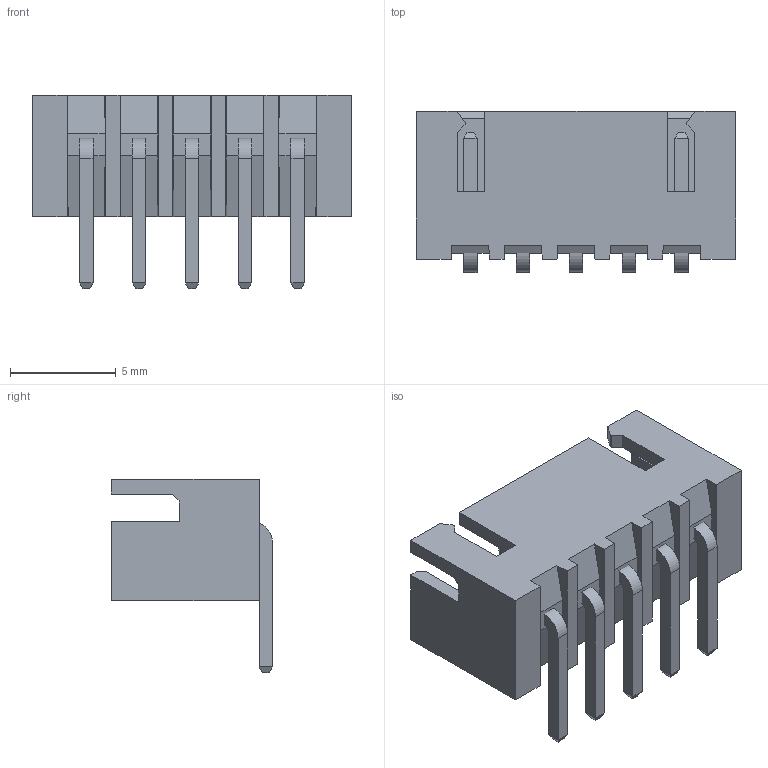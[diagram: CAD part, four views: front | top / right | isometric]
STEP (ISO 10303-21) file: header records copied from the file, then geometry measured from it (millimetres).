
FILE_DESCRIPTION(('STEP AP214'), '1');
FILE_NAME('DS1069', '2019-04-21T13:27:45', ('Nobody'), (''), 'ASCON STEP Converter 1.3', 'ASCON Math Kernel', '');
FILE_SCHEMA(('AUTOMOTIVE_DESIGN { 1 0 10303 214 3 1 1}'));
Length unit declared in the file: millimetre
Assembly tree (6 placements, depth 2):
  (unnamed)
    (unnamed)
    (unnamed)  x5
Bounding box: 15.1 x 7.62 x 9.15 mm (x, y, z)
Volume: 278.1 mm3; surface area: 821.1 mm2
Topology: 6 solids, 6 shells, 157 faces, 393 edges, 248 vertices
Faces by surface type: plane 147, cylinder 10
Entity records: 3563 total; most frequent: CARTESIAN_POINT 477, ORIENTED_EDGE 466, DIRECTION 421, EDGE_CURVE 233, LINE 229, VECTOR 229, VERTEX_POINT 152, AXIS2_PLACEMENT_3D 96
